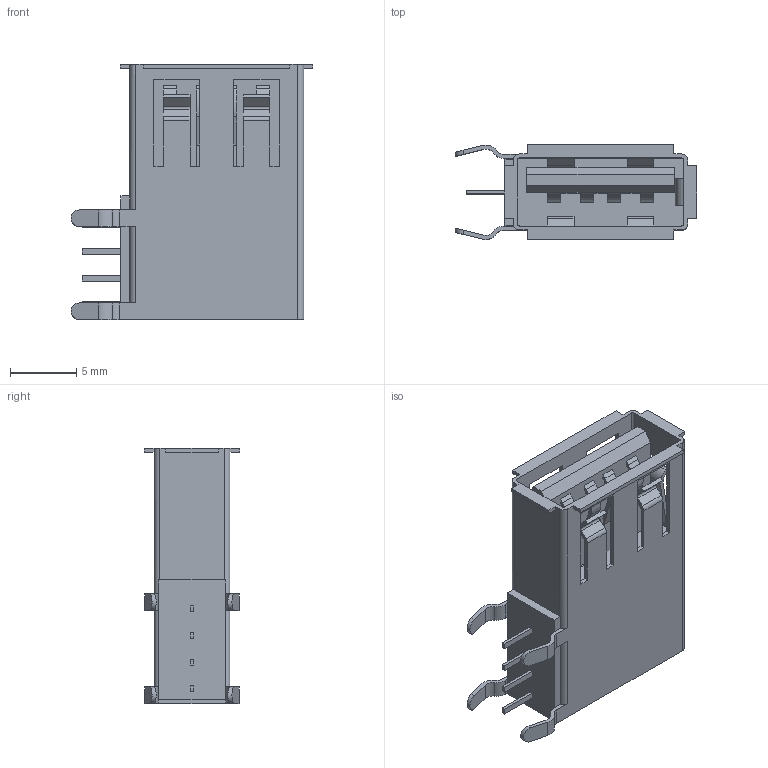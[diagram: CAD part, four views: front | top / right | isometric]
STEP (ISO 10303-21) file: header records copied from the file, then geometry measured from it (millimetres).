
FILE_DESCRIPTION(/* description */ ('STEP AP214'),/* implementation_level */ '2;1');
FILE_NAME(/* name */ 'USBR-A-S-F-O-VU',/* time_stamp */ '2024-10-30T09:27:07+01:00',/* author */ ('License CC BY-ND 4.0'),/* organization */ ('CADENAS'),/* preprocessor_version */ 'ST-DEVELOPER v19.3',/* originating_system */ 'PARTsolutions',/* authorisation */ ' ');
FILE_SCHEMA (('AUTOMOTIVE_DESIGN {1 0 10303 214 3 1 1}'));
Length unit declared in the file: millimetre
Products named in the file (4): USBR-A-S-F-O-VU; USBR-A-S-VU_s; USBR-A-S-VU_b; USBR-A-S-VU_p
Assembly tree (3 placements, depth 2):
  USBR-A-S-F-O-VU
    USBR-A-S-VU_s
    USBR-A-S-VU_b
    USBR-A-S-VU_p
Bounding box: 18.2 x 7.2 x 19.2 mm (x, y, z)
Volume: 753.6 mm3; surface area: 2360.7 mm2
Topology: 3 solids, 3 shells, 248 faces, 722 edges, 480 vertices
Faces by surface type: plane 190, cylinder 58
Entity records: 8267 total; most frequent: CARTESIAN_POINT 1454, ORIENTED_EDGE 1444, DIRECTION 1352, EDGE_CURVE 722, LINE 596, VECTOR 596, VERTEX_POINT 480, AXIS2_PLACEMENT_3D 378
